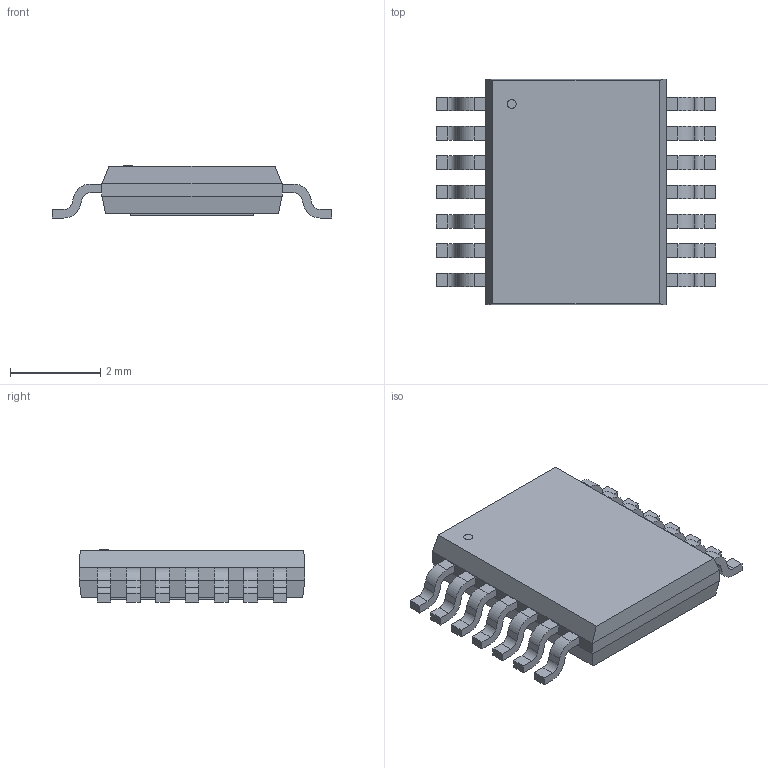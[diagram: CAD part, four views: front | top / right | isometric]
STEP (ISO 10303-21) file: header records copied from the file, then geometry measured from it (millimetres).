
FILE_DESCRIPTION(('STEP AP214'),'1');
FILE_NAME('PG-TSDSO-14-22','2025-01-11T12:40:00',(''),(''),'','','');
FILE_SCHEMA(('AUTOMOTIVE_DESIGN'));
Length unit declared in the file: millimetre
Products named in the file (1): product
Bounding box: 6.2 x 5 x 1.15 mm (x, y, z)
Volume: 22.1 mm3; surface area: 100.3 mm2
Topology: 17 solids, 17 shells, 219 faces, 547 edges, 362 vertices
Faces by surface type: plane 162, cylinder 57
Full cylindrical faces by diameter (mm): 0.199 x1
Entity records: 6357 total; most frequent: DIRECTION 1102, ORIENTED_EDGE 1092, CARTESIAN_POINT 641, EDGE_CURVE 546, LINE 432, VECTOR 432, VERTEX_POINT 362, AXIS2_PLACEMENT_3D 335
